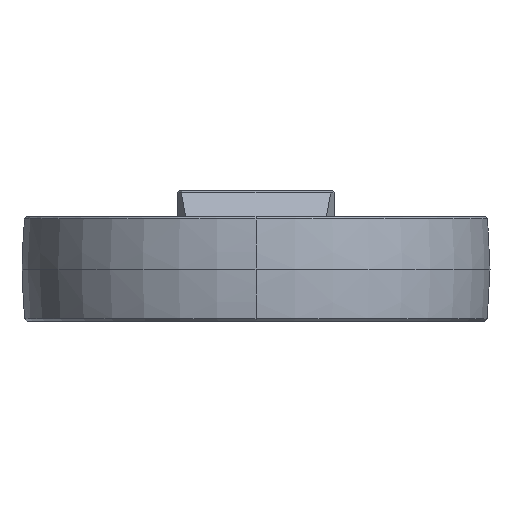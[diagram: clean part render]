
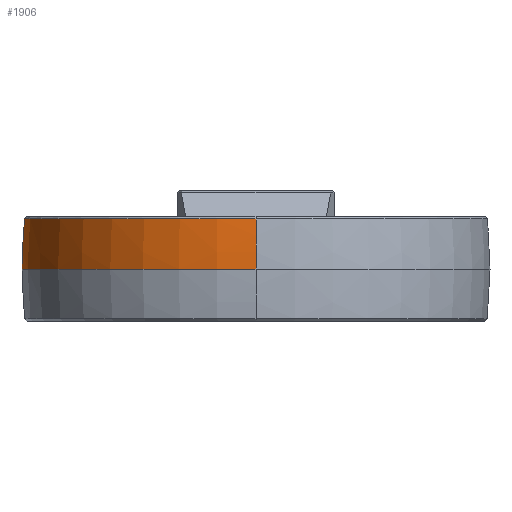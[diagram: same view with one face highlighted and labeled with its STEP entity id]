
A CAD part, left-side view. The second image highlights one B-rep face of the part: STEP entity #1906.
In plain terms, the highlighted face is a revolution surface.
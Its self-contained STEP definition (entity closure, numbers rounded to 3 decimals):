
#129 = SURFACE_OF_REVOLUTION('',#130,#135);
#130 = CIRCLE('',#131,64.307);
#131 = AXIS2_PLACEMENT_3D('',#132,#133,#134);
#132 = CARTESIAN_POINT('',(36.182,0.,
    6.079));
#133 = DIRECTION('',(0.,-1.,0.));
#134 = DIRECTION('',(1.,0.,0.));
#135 = AXIS1_PLACEMENT('',#136,#137);
#136 = CARTESIAN_POINT('',(0.,0.,0.));
#137 = DIRECTION('',(0.,0.,1.));
#517 = VERTEX_POINT('',#518);
#518 = CARTESIAN_POINT('',(-28.125,0.,6.25));
#533 = SURFACE_OF_REVOLUTION('',#534,#539);
#534 = CIRCLE('',#535,64.307);
#535 = AXIS2_PLACEMENT_3D('',#536,#537,#538);
#536 = CARTESIAN_POINT('',(36.178,0.,
    6.933));
#537 = DIRECTION('',(0.,-1.,0.));
#538 = DIRECTION('',(1.,0.,0.));
#539 = AXIS1_PLACEMENT('',#540,#541);
#540 = CARTESIAN_POINT('',(0.,0.,0.));
#541 = DIRECTION('',(0.,0.,1.));
#719 = EDGE_CURVE('',#720,#517,#722,.T.);
#720 = VERTEX_POINT('',#721);
#721 = CARTESIAN_POINT('',(-27.828,0.,
    12.252));
#722 = SURFACE_CURVE('',#723,(#728,#735),.PCURVE_S1.);
#723 = CIRCLE('',#724,64.307);
#724 = AXIS2_PLACEMENT_3D('',#725,#726,#727);
#725 = CARTESIAN_POINT('',(36.182,0.,
    6.079));
#726 = DIRECTION('',(0.,-1.,0.));
#727 = DIRECTION('',(1.,0.,0.));
#728 = PCURVE('',#129,#729);
#729 = DEFINITIONAL_REPRESENTATION('',(#730),#734);
#730 = LINE('',#731,#732);
#731 = CARTESIAN_POINT('',(0.,0.));
#732 = VECTOR('',#733,1.);
#733 = DIRECTION('',(0.,1.));
#734 = ( GEOMETRIC_REPRESENTATION_CONTEXT(2) 
PARAMETRIC_REPRESENTATION_CONTEXT() REPRESENTATION_CONTEXT('2D SPACE',''
  ) );
#735 = PCURVE('',#736,#745);
#736 = SURFACE_OF_REVOLUTION('',#737,#742);
#737 = CIRCLE('',#738,64.307);
#738 = AXIS2_PLACEMENT_3D('',#739,#740,#741);
#739 = CARTESIAN_POINT('',(36.182,0.,
    6.079));
#740 = DIRECTION('',(0.,-1.,0.));
#741 = DIRECTION('',(1.,0.,0.));
#742 = AXIS1_PLACEMENT('',#743,#744);
#743 = CARTESIAN_POINT('',(0.,0.,0.));
#744 = DIRECTION('',(0.,0.,1.));
#745 = DEFINITIONAL_REPRESENTATION('',(#746),#750);
#746 = LINE('',#747,#748);
#747 = CARTESIAN_POINT('',(6.283,0.));
#748 = VECTOR('',#749,1.);
#749 = DIRECTION('',(0.,1.));
#750 = ( GEOMETRIC_REPRESENTATION_CONTEXT(2) 
PARAMETRIC_REPRESENTATION_CONTEXT() REPRESENTATION_CONTEXT('2D SPACE',''
  ) );
#899 = CONICAL_SURFACE('',#900,27.828,0.873);
#900 = AXIS2_PLACEMENT_3D('',#901,#902,#903);
#901 = CARTESIAN_POINT('',(0.,0.,12.252));
#902 = DIRECTION('',(0.,0.,-1.));
#903 = DIRECTION('',(-1.,0.,0.));
#1002 = PLANE('',#1003);
#1003 = AXIS2_PLACEMENT_3D('',#1004,#1005,#1006);
#1004 = CARTESIAN_POINT('',(25.861,7.758,0.));
#1005 = DIRECTION('',(-0.287,0.958,0.));
#1006 = DIRECTION('',(0.958,0.287,0.));
#1605 = EDGE_CURVE('',#1606,#517,#1608,.T.);
#1606 = VERTEX_POINT('',#1607);
#1607 = CARTESIAN_POINT('',(26.939,8.082,6.25));
#1608 = SURFACE_CURVE('',#1609,(#1614,#1621),.PCURVE_S1.);
#1609 = CIRCLE('',#1610,28.125);
#1610 = AXIS2_PLACEMENT_3D('',#1611,#1612,#1613);
#1611 = CARTESIAN_POINT('',(0.,0.,6.25));
#1612 = DIRECTION('',(0.,0.,1.));
#1613 = DIRECTION('',(-1.,0.,0.));
#1614 = PCURVE('',#533,#1615);
#1615 = DEFINITIONAL_REPRESENTATION('',(#1616),#1620);
#1616 = LINE('',#1617,#1618);
#1617 = CARTESIAN_POINT('',(0.,3.152));
#1618 = VECTOR('',#1619,1.);
#1619 = DIRECTION('',(1.,0.));
#1620 = ( GEOMETRIC_REPRESENTATION_CONTEXT(2) 
PARAMETRIC_REPRESENTATION_CONTEXT() REPRESENTATION_CONTEXT('2D SPACE',''
  ) );
#1621 = PCURVE('',#736,#1622);
#1622 = DEFINITIONAL_REPRESENTATION('',(#1623),#1627);
#1623 = LINE('',#1624,#1625);
#1624 = CARTESIAN_POINT('',(0.,3.139));
#1625 = VECTOR('',#1626,1.);
#1626 = DIRECTION('',(1.,0.));
#1627 = ( GEOMETRIC_REPRESENTATION_CONTEXT(2) 
PARAMETRIC_REPRESENTATION_CONTEXT() REPRESENTATION_CONTEXT('2D SPACE',''
  ) );
#1906 = ADVANCED_FACE('',(#1907),#736,.F.);
#1907 = FACE_BOUND('',#1908,.F.);
#1908 = EDGE_LOOP('',(#1909,#1933,#1934,#1935));
#1909 = ORIENTED_EDGE('',*,*,#1910,.T.);
#1910 = EDGE_CURVE('',#1911,#720,#1913,.T.);
#1911 = VERTEX_POINT('',#1912);
#1912 = CARTESIAN_POINT('',(26.655,7.996,12.252
    ));
#1913 = SURFACE_CURVE('',#1914,(#1919,#1926),.PCURVE_S1.);
#1914 = CIRCLE('',#1915,27.828);
#1915 = AXIS2_PLACEMENT_3D('',#1916,#1917,#1918);
#1916 = CARTESIAN_POINT('',(0.,0.,12.252));
#1917 = DIRECTION('',(0.,0.,1.));
#1918 = DIRECTION('',(-1.,0.,0.));
#1919 = PCURVE('',#736,#1920);
#1920 = DEFINITIONAL_REPRESENTATION('',(#1921),#1925);
#1921 = LINE('',#1922,#1923);
#1922 = CARTESIAN_POINT('',(0.,3.045));
#1923 = VECTOR('',#1924,1.);
#1924 = DIRECTION('',(1.,0.));
#1925 = ( GEOMETRIC_REPRESENTATION_CONTEXT(2) 
PARAMETRIC_REPRESENTATION_CONTEXT() REPRESENTATION_CONTEXT('2D SPACE',''
  ) );
#1926 = PCURVE('',#899,#1927);
#1927 = DEFINITIONAL_REPRESENTATION('',(#1928),#1932);
#1928 = LINE('',#1929,#1930);
#1929 = CARTESIAN_POINT('',(-0.,0.));
#1930 = VECTOR('',#1931,1.);
#1931 = DIRECTION('',(-1.,-0.));
#1932 = ( GEOMETRIC_REPRESENTATION_CONTEXT(2) 
PARAMETRIC_REPRESENTATION_CONTEXT() REPRESENTATION_CONTEXT('2D SPACE',''
  ) );
#1933 = ORIENTED_EDGE('',*,*,#719,.T.);
#1934 = ORIENTED_EDGE('',*,*,#1605,.F.);
#1935 = ORIENTED_EDGE('',*,*,#1936,.F.);
#1936 = EDGE_CURVE('',#1911,#1606,#1937,.T.);
#1937 = SURFACE_CURVE('',#1938,(#1947,#1959),.PCURVE_S1.);
#1938 = B_SPLINE_CURVE_WITH_KNOTS('',4,(#1939,#1940,#1941,#1942,#1943,
    #1944,#1945,#1946),.UNSPECIFIED.,.F.,.F.,(5,3,5),(0.,0.5,1.),
  .UNSPECIFIED.);
#1939 = CARTESIAN_POINT('',(26.655,7.996,12.252
    ));
#1940 = CARTESIAN_POINT('',(26.724,8.017,
    11.504));
#1941 = CARTESIAN_POINT('',(26.782,8.034,
    10.755));
#1942 = CARTESIAN_POINT('',(26.828,8.049,
    10.005));
#1943 = CARTESIAN_POINT('',(26.899,8.07,
    8.504));
#1944 = CARTESIAN_POINT('',(26.924,8.077,
    7.753));
#1945 = CARTESIAN_POINT('',(26.937,8.081,
    7.001));
#1946 = CARTESIAN_POINT('',(26.939,8.082,6.25));
#1947 = PCURVE('',#736,#1948);
#1948 = DEFINITIONAL_REPRESENTATION('',(#1949),#1958);
#1949 = B_SPLINE_CURVE_WITH_KNOTS('',4,(#1950,#1951,#1952,#1953,#1954,
    #1955,#1956,#1957),.UNSPECIFIED.,.F.,.F.,(5,3,5),(0.,0.5,1.),
  .UNSPECIFIED.);
#1950 = CARTESIAN_POINT('',(3.433,3.045));
#1951 = CARTESIAN_POINT('',(3.433,3.057));
#1952 = CARTESIAN_POINT('',(3.433,3.069));
#1953 = CARTESIAN_POINT('',(3.433,3.081));
#1954 = CARTESIAN_POINT('',(3.433,3.104));
#1955 = CARTESIAN_POINT('',(3.433,3.116));
#1956 = CARTESIAN_POINT('',(3.433,3.127));
#1957 = CARTESIAN_POINT('',(3.433,3.139));
#1958 = ( GEOMETRIC_REPRESENTATION_CONTEXT(2) 
PARAMETRIC_REPRESENTATION_CONTEXT() REPRESENTATION_CONTEXT('2D SPACE',''
  ) );
#1959 = PCURVE('',#1002,#1960);
#1960 = DEFINITIONAL_REPRESENTATION('',(#1961),#1970);
#1961 = B_SPLINE_CURVE_WITH_KNOTS('',4,(#1962,#1963,#1964,#1965,#1966,
    #1967,#1968,#1969),.UNSPECIFIED.,.F.,.F.,(5,3,5),(0.,0.5,1.),
  .UNSPECIFIED.);
#1962 = CARTESIAN_POINT('',(0.828,-12.252));
#1963 = CARTESIAN_POINT('',(0.9,-11.504));
#1964 = CARTESIAN_POINT('',(0.961,-10.755));
#1965 = CARTESIAN_POINT('',(1.01,-10.005));
#1966 = CARTESIAN_POINT('',(1.084,-8.504));
#1967 = CARTESIAN_POINT('',(1.109,-7.753));
#1968 = CARTESIAN_POINT('',(1.123,-7.001));
#1969 = CARTESIAN_POINT('',(1.125,-6.25));
#1970 = ( GEOMETRIC_REPRESENTATION_CONTEXT(2) 
PARAMETRIC_REPRESENTATION_CONTEXT() REPRESENTATION_CONTEXT('2D SPACE',''
  ) );
